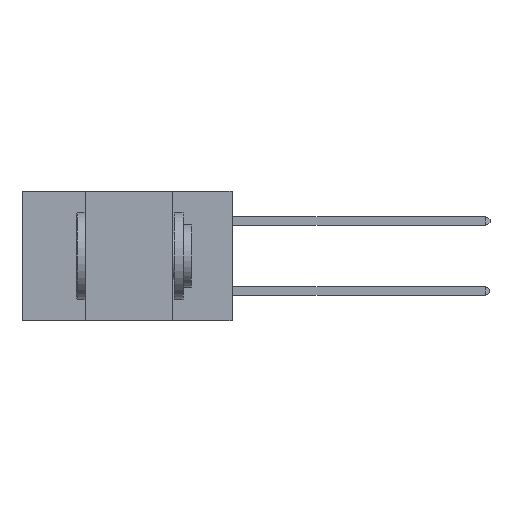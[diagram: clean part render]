
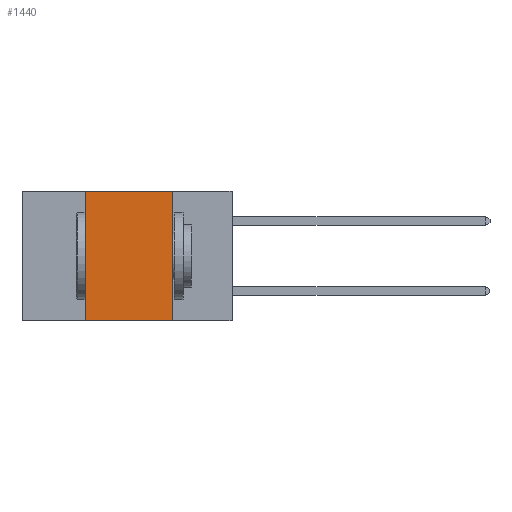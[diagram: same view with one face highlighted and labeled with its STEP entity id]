
A CAD part, left-side view. The second image highlights one B-rep face of the part: STEP entity #1440.
In plain terms, the highlighted planar face has unit normal (-1, 0, 0).
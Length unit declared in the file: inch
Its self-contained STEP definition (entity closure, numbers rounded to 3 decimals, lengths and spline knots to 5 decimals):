
#969 = LINE ( 'NONE', #9558, #13972 ) ;
#1053 = CARTESIAN_POINT ( 'NONE',  ( 0., 0.42, 0. ) ) ;
#1331 = FACE_OUTER_BOUND ( 'NONE', #5976, .T. ) ;
#1440 = ADVANCED_FACE ( 'NONE', ( #1331 ), #10531, .F. ) ;
#1662 = CARTESIAN_POINT ( 'NONE',  ( 0., 0.17, -0.37 ) ) ;
#1875 = DIRECTION ( 'NONE',  ( 0., -1., 0. ) ) ;
#2334 = VERTEX_POINT ( 'NONE', #1662 ) ;
#2848 = VERTEX_POINT ( 'NONE', #5157 ) ;
#2965 = LINE ( 'NONE', #1053, #11540 ) ;
#4916 = ORIENTED_EDGE ( 'NONE', *, *, #9622, .F. ) ;
#5157 = CARTESIAN_POINT ( 'NONE',  ( 0., 0.42, 0. ) ) ;
#5261 = ORIENTED_EDGE ( 'NONE', *, *, #8773, .T. ) ;
#5461 = ORIENTED_EDGE ( 'NONE', *, *, #13709, .F. ) ;
#5976 = EDGE_LOOP ( 'NONE', ( #12623, #5461, #4916, #5261 ) ) ;
#6732 = LINE ( 'NONE', #14001, #12866 ) ;
#6761 = DIRECTION ( 'NONE',  ( 0., 0., -1. ) ) ;
#8006 = CARTESIAN_POINT ( 'NONE',  ( 0., 0.17, 0. ) ) ;
#8773 = EDGE_CURVE ( 'NONE', #14803, #2334, #969, .T. ) ;
#9218 = AXIS2_PLACEMENT_3D ( 'NONE', #11112, #10478, #10417 ) ;
#9558 = CARTESIAN_POINT ( 'NONE',  ( 0., 0.6, -0.37 ) ) ;
#9622 = EDGE_CURVE ( 'NONE', #14803, #2848, #2965, .T. ) ;
#10417 = DIRECTION ( 'NONE',  ( 0., 0., -1. ) ) ;
#10478 = DIRECTION ( 'NONE',  ( 1., 0., 0. ) ) ;
#10531 = PLANE ( 'NONE',  #9218 ) ;
#10869 = CARTESIAN_POINT ( 'NONE',  ( 0., 0.6, 0. ) ) ;
#11112 = CARTESIAN_POINT ( 'NONE',  ( 0., 0.6, 0. ) ) ;
#11540 = VECTOR ( 'NONE', #14886, 39.37008 ) ;
#12025 = EDGE_CURVE ( 'NONE', #16037, #2334, #6732, .T. ) ;
#12089 = VECTOR ( 'NONE', #1875, 39.37008 ) ;
#12623 = ORIENTED_EDGE ( 'NONE', *, *, #12025, .F. ) ;
#12866 = VECTOR ( 'NONE', #6761, 39.37008 ) ;
#13066 = CARTESIAN_POINT ( 'NONE',  ( 0., 0.42, -0.37 ) ) ;
#13149 = DIRECTION ( 'NONE',  ( 0., -1., 0. ) ) ;
#13709 = EDGE_CURVE ( 'NONE', #2848, #16037, #15231, .T. ) ;
#13972 = VECTOR ( 'NONE', #13149, 39.37008 ) ;
#14001 = CARTESIAN_POINT ( 'NONE',  ( 0., 0.17, 0. ) ) ;
#14803 = VERTEX_POINT ( 'NONE', #13066 ) ;
#14886 = DIRECTION ( 'NONE',  ( 0., 0., 1. ) ) ;
#15231 = LINE ( 'NONE', #10869, #12089 ) ;
#16037 = VERTEX_POINT ( 'NONE', #8006 ) ;
